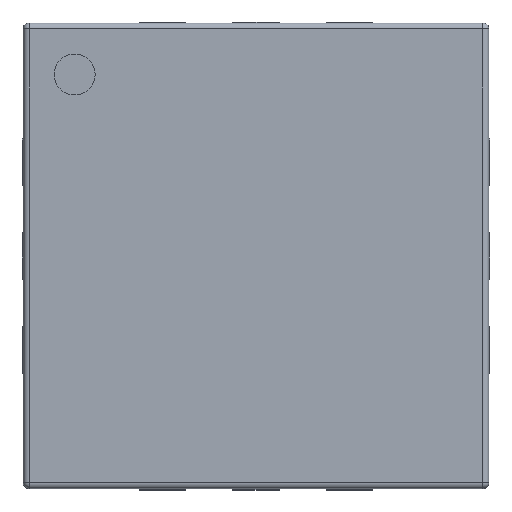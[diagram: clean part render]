
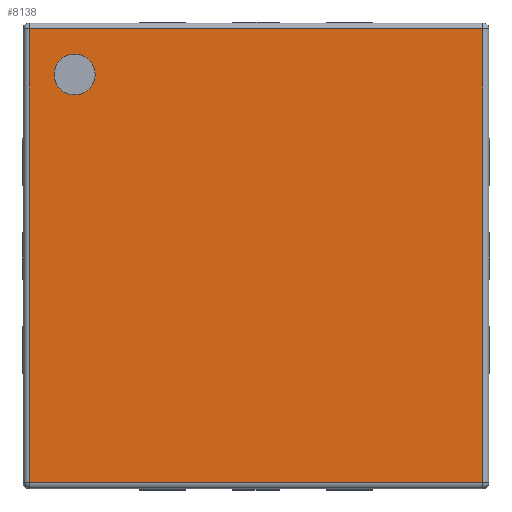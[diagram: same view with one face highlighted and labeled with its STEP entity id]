
A CAD part, top view. The second image highlights one B-rep face of the part: STEP entity #8138.
In plain terms, the highlighted planar face has unit normal (0, 0, 1).
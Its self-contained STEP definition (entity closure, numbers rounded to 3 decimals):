
#2181 = CYLINDRICAL_SURFACE('',#2182,0.05);
#2182 = AXIS2_PLACEMENT_3D('',#2183,#2184,#2185);
#2183 = CARTESIAN_POINT('',(-1.94,1.94,0.83));
#2184 = DIRECTION('',(-0.,-1.,-0.));
#2185 = DIRECTION('',(-1.,0.,0.));
#6880 = VERTEX_POINT('',#6881);
#6881 = CARTESIAN_POINT('',(-1.94,1.94,0.88));
#6901 = EDGE_CURVE('',#6880,#6902,#6904,.T.);
#6902 = VERTEX_POINT('',#6903);
#6903 = CARTESIAN_POINT('',(-1.94,-1.94,0.88));
#6904 = SURFACE_CURVE('',#6905,(#6909,#6916),.PCURVE_S1.);
#6905 = LINE('',#6906,#6907);
#6906 = CARTESIAN_POINT('',(-1.94,1.94,0.88));
#6907 = VECTOR('',#6908,1.);
#6908 = DIRECTION('',(-0.,-1.,-0.));
#6909 = PCURVE('',#2181,#6910);
#6910 = DEFINITIONAL_REPRESENTATION('',(#6911),#6915);
#6911 = LINE('',#6912,#6913);
#6912 = CARTESIAN_POINT('',(-1.571,0.));
#6913 = VECTOR('',#6914,1.);
#6914 = DIRECTION('',(-0.,1.));
#6915 = ( GEOMETRIC_REPRESENTATION_CONTEXT(2) 
PARAMETRIC_REPRESENTATION_CONTEXT() REPRESENTATION_CONTEXT('2D SPACE',''
  ) );
#6916 = PCURVE('',#6917,#6922);
#6917 = PLANE('',#6918);
#6918 = AXIS2_PLACEMENT_3D('',#6919,#6920,#6921);
#6919 = CARTESIAN_POINT('',(-1.99,-1.99,0.88));
#6920 = DIRECTION('',(0.,0.,1.));
#6921 = DIRECTION('',(1.,0.,0.));
#6922 = DEFINITIONAL_REPRESENTATION('',(#6923),#6927);
#6923 = LINE('',#6924,#6925);
#6924 = CARTESIAN_POINT('',(0.05,3.93));
#6925 = VECTOR('',#6926,1.);
#6926 = DIRECTION('',(-0.,-1.));
#6927 = ( GEOMETRIC_REPRESENTATION_CONTEXT(2) 
PARAMETRIC_REPRESENTATION_CONTEXT() REPRESENTATION_CONTEXT('2D SPACE',''
  ) );
#7051 = CYLINDRICAL_SURFACE('',#7052,0.05);
#7052 = AXIS2_PLACEMENT_3D('',#7053,#7054,#7055);
#7053 = CARTESIAN_POINT('',(-1.99,-1.94,0.83));
#7054 = DIRECTION('',(1.,0.,0.));
#7055 = DIRECTION('',(0.,-1.,0.));
#7461 = CYLINDRICAL_SURFACE('',#7462,0.05);
#7462 = AXIS2_PLACEMENT_3D('',#7463,#7464,#7465);
#7463 = CARTESIAN_POINT('',(-1.99,1.94,0.83));
#7464 = DIRECTION('',(1.,0.,0.));
#7465 = DIRECTION('',(0.,1.,0.));
#7701 = CYLINDRICAL_SURFACE('',#7702,0.05);
#7702 = AXIS2_PLACEMENT_3D('',#7703,#7704,#7705);
#7703 = CARTESIAN_POINT('',(1.94,-1.94,0.83));
#7704 = DIRECTION('',(0.,1.,0.));
#7705 = DIRECTION('',(0.,0.,1.));
#8138 = ADVANCED_FACE('',(#8139,#8209),#6917,.T.);
#8139 = FACE_BOUND('',#8140,.T.);
#8140 = EDGE_LOOP('',(#8141,#8164,#8187,#8208));
#8141 = ORIENTED_EDGE('',*,*,#8142,.T.);
#8142 = EDGE_CURVE('',#6902,#8143,#8145,.T.);
#8143 = VERTEX_POINT('',#8144);
#8144 = CARTESIAN_POINT('',(1.94,-1.94,0.88));
#8145 = SURFACE_CURVE('',#8146,(#8150,#8157),.PCURVE_S1.);
#8146 = LINE('',#8147,#8148);
#8147 = CARTESIAN_POINT('',(-1.99,-1.94,0.88));
#8148 = VECTOR('',#8149,1.);
#8149 = DIRECTION('',(1.,0.,0.));
#8150 = PCURVE('',#6917,#8151);
#8151 = DEFINITIONAL_REPRESENTATION('',(#8152),#8156);
#8152 = LINE('',#8153,#8154);
#8153 = CARTESIAN_POINT('',(0.,0.05));
#8154 = VECTOR('',#8155,1.);
#8155 = DIRECTION('',(1.,0.));
#8156 = ( GEOMETRIC_REPRESENTATION_CONTEXT(2) 
PARAMETRIC_REPRESENTATION_CONTEXT() REPRESENTATION_CONTEXT('2D SPACE',''
  ) );
#8157 = PCURVE('',#7051,#8158);
#8158 = DEFINITIONAL_REPRESENTATION('',(#8159),#8163);
#8159 = LINE('',#8160,#8161);
#8160 = CARTESIAN_POINT('',(-1.571,0.));
#8161 = VECTOR('',#8162,1.);
#8162 = DIRECTION('',(-0.,1.));
#8163 = ( GEOMETRIC_REPRESENTATION_CONTEXT(2) 
PARAMETRIC_REPRESENTATION_CONTEXT() REPRESENTATION_CONTEXT('2D SPACE',''
  ) );
#8164 = ORIENTED_EDGE('',*,*,#8165,.T.);
#8165 = EDGE_CURVE('',#8143,#8166,#8168,.T.);
#8166 = VERTEX_POINT('',#8167);
#8167 = CARTESIAN_POINT('',(1.94,1.94,0.88));
#8168 = SURFACE_CURVE('',#8169,(#8173,#8180),.PCURVE_S1.);
#8169 = LINE('',#8170,#8171);
#8170 = CARTESIAN_POINT('',(1.94,-1.94,0.88));
#8171 = VECTOR('',#8172,1.);
#8172 = DIRECTION('',(0.,1.,0.));
#8173 = PCURVE('',#6917,#8174);
#8174 = DEFINITIONAL_REPRESENTATION('',(#8175),#8179);
#8175 = LINE('',#8176,#8177);
#8176 = CARTESIAN_POINT('',(3.93,0.05));
#8177 = VECTOR('',#8178,1.);
#8178 = DIRECTION('',(0.,1.));
#8179 = ( GEOMETRIC_REPRESENTATION_CONTEXT(2) 
PARAMETRIC_REPRESENTATION_CONTEXT() REPRESENTATION_CONTEXT('2D SPACE',''
  ) );
#8180 = PCURVE('',#7701,#8181);
#8181 = DEFINITIONAL_REPRESENTATION('',(#8182),#8186);
#8182 = LINE('',#8183,#8184);
#8183 = CARTESIAN_POINT('',(0.,0.));
#8184 = VECTOR('',#8185,1.);
#8185 = DIRECTION('',(0.,1.));
#8186 = ( GEOMETRIC_REPRESENTATION_CONTEXT(2) 
PARAMETRIC_REPRESENTATION_CONTEXT() REPRESENTATION_CONTEXT('2D SPACE',''
  ) );
#8187 = ORIENTED_EDGE('',*,*,#8188,.F.);
#8188 = EDGE_CURVE('',#6880,#8166,#8189,.T.);
#8189 = SURFACE_CURVE('',#8190,(#8194,#8201),.PCURVE_S1.);
#8190 = LINE('',#8191,#8192);
#8191 = CARTESIAN_POINT('',(-1.99,1.94,0.88));
#8192 = VECTOR('',#8193,1.);
#8193 = DIRECTION('',(1.,0.,0.));
#8194 = PCURVE('',#6917,#8195);
#8195 = DEFINITIONAL_REPRESENTATION('',(#8196),#8200);
#8196 = LINE('',#8197,#8198);
#8197 = CARTESIAN_POINT('',(0.,3.93));
#8198 = VECTOR('',#8199,1.);
#8199 = DIRECTION('',(1.,0.));
#8200 = ( GEOMETRIC_REPRESENTATION_CONTEXT(2) 
PARAMETRIC_REPRESENTATION_CONTEXT() REPRESENTATION_CONTEXT('2D SPACE',''
  ) );
#8201 = PCURVE('',#7461,#8202);
#8202 = DEFINITIONAL_REPRESENTATION('',(#8203),#8207);
#8203 = LINE('',#8204,#8205);
#8204 = CARTESIAN_POINT('',(1.571,0.));
#8205 = VECTOR('',#8206,1.);
#8206 = DIRECTION('',(0.,1.));
#8207 = ( GEOMETRIC_REPRESENTATION_CONTEXT(2) 
PARAMETRIC_REPRESENTATION_CONTEXT() REPRESENTATION_CONTEXT('2D SPACE',''
  ) );
#8208 = ORIENTED_EDGE('',*,*,#6901,.T.);
#8209 = FACE_BOUND('',#8210,.T.);
#8210 = EDGE_LOOP('',(#8211));
#8211 = ORIENTED_EDGE('',*,*,#8212,.F.);
#8212 = EDGE_CURVE('',#8213,#8213,#8215,.T.);
#8213 = VERTEX_POINT('',#8214);
#8214 = CARTESIAN_POINT('',(-1.375,-1.55,0.88));
#8215 = SURFACE_CURVE('',#8216,(#8221,#8228),.PCURVE_S1.);
#8216 = CIRCLE('',#8217,0.175);
#8217 = AXIS2_PLACEMENT_3D('',#8218,#8219,#8220);
#8218 = CARTESIAN_POINT('',(-1.55,-1.55,0.88));
#8219 = DIRECTION('',(0.,0.,1.));
#8220 = DIRECTION('',(1.,0.,0.));
#8221 = PCURVE('',#6917,#8222);
#8222 = DEFINITIONAL_REPRESENTATION('',(#8223),#8227);
#8223 = CIRCLE('',#8224,0.175);
#8224 = AXIS2_PLACEMENT_2D('',#8225,#8226);
#8225 = CARTESIAN_POINT('',(0.44,0.44));
#8226 = DIRECTION('',(1.,0.));
#8227 = ( GEOMETRIC_REPRESENTATION_CONTEXT(2) 
PARAMETRIC_REPRESENTATION_CONTEXT() REPRESENTATION_CONTEXT('2D SPACE',''
  ) );
#8228 = PCURVE('',#8229,#8234);
#8229 = CYLINDRICAL_SURFACE('',#8230,0.175);
#8230 = AXIS2_PLACEMENT_3D('',#8231,#8232,#8233);
#8231 = CARTESIAN_POINT('',(-1.55,-1.55,0.88));
#8232 = DIRECTION('',(-0.,-0.,-1.));
#8233 = DIRECTION('',(1.,0.,0.));
#8234 = DEFINITIONAL_REPRESENTATION('',(#8235),#8239);
#8235 = LINE('',#8236,#8237);
#8236 = CARTESIAN_POINT('',(-0.,0.));
#8237 = VECTOR('',#8238,1.);
#8238 = DIRECTION('',(-1.,0.));
#8239 = ( GEOMETRIC_REPRESENTATION_CONTEXT(2) 
PARAMETRIC_REPRESENTATION_CONTEXT() REPRESENTATION_CONTEXT('2D SPACE',''
  ) );
